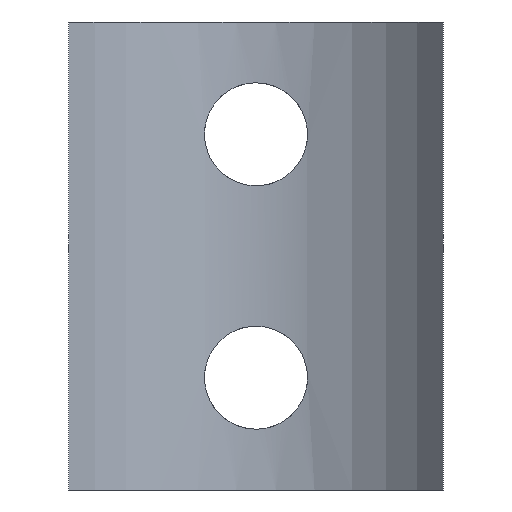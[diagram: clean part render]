
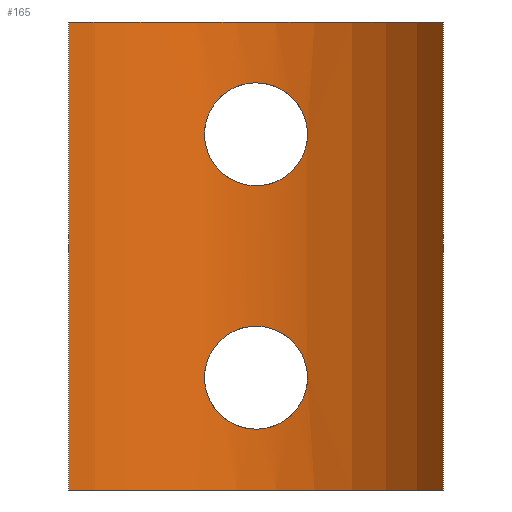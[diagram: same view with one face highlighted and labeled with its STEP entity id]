
A CAD part, front view. The second image highlights one B-rep face of the part: STEP entity #165.
In plain terms, the highlighted cylindrical face has radius 12.5 mm (diameter 25 mm), a partial arc.
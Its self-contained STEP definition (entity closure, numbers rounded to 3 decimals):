
#21=FACE_BOUND('',#42,.T.);
#22=FACE_BOUND('',#43,.T.);
#25=CIRCLE('',#190,12.5);
#26=CIRCLE('',#191,12.5);
#31=FACE_OUTER_BOUND('',#41,.T.);
#41=EDGE_LOOP('',(#137,#138,#139,#140));
#42=EDGE_LOOP('',(#141,#142));
#43=EDGE_LOOP('',(#143,#144));
#53=LINE('',#402,#63);
#54=LINE('',#408,#64);
#63=VECTOR('',#215,10.);
#64=VECTOR('',#222,10.);
#67=B_SPLINE_CURVE_WITH_KNOTS('',3,(#235,#236,#237,#238,#239,#240,#241,
#242,#243,#244,#245,#246,#247,#248,#249,#250,#251,#252),.UNSPECIFIED.,.F.,
 .F.,(4,2,2,2,2,2,2,2,4),(0.,0.104,0.208,0.312,
0.416,0.52,0.624,0.728,0.832),
 .UNSPECIFIED.);
#68=B_SPLINE_CURVE_WITH_KNOTS('',3,(#253,#254,#255,#256,#257,#258,#259,
#260,#261,#262,#263,#264,#265,#266,#267,#268,#269,#270),.UNSPECIFIED.,.F.,
 .F.,(4,2,2,2,2,2,2,2,4),(0.832,0.936,1.04,
1.144,1.247,1.351,1.455,1.559,
1.663),.UNSPECIFIED.);
#71=B_SPLINE_CURVE_WITH_KNOTS('',3,(#313,#314,#315,#316,#317,#318,#319,
#320,#321,#322,#323,#324,#325,#326,#327,#328,#329,#330),.UNSPECIFIED.,.F.,
 .F.,(4,2,2,2,2,2,2,2,4),(0.,0.104,0.208,0.312,
0.416,0.52,0.624,0.728,
0.832),.UNSPECIFIED.);
#72=B_SPLINE_CURVE_WITH_KNOTS('',3,(#331,#332,#333,#334,#335,#336,#337,
#338,#339,#340,#341,#342,#343,#344,#345,#346,#347,#348),.UNSPECIFIED.,.F.,
 .F.,(4,2,2,2,2,2,2,2,4),(0.832,0.936,1.04,
1.144,1.247,1.351,1.455,1.559,
1.663),.UNSPECIFIED.);
#75=VERTEX_POINT('',#233);
#76=VERTEX_POINT('',#234);
#79=VERTEX_POINT('',#311);
#80=VERTEX_POINT('',#312);
#87=VERTEX_POINT('',#398);
#88=VERTEX_POINT('',#400);
#89=VERTEX_POINT('',#404);
#90=VERTEX_POINT('',#406);
#91=EDGE_CURVE('',#75,#76,#67,.T.);
#92=EDGE_CURVE('',#76,#75,#68,.T.);
#96=EDGE_CURVE('',#79,#80,#71,.T.);
#97=EDGE_CURVE('',#80,#79,#72,.T.);
#107=EDGE_CURVE('',#87,#88,#53,.T.);
#108=EDGE_CURVE('',#87,#89,#25,.T.);
#109=EDGE_CURVE('',#90,#88,#26,.T.);
#110=EDGE_CURVE('',#89,#90,#54,.T.);
#137=ORIENTED_EDGE('',*,*,#108,.F.);
#138=ORIENTED_EDGE('',*,*,#107,.T.);
#139=ORIENTED_EDGE('',*,*,#109,.F.);
#140=ORIENTED_EDGE('',*,*,#110,.F.);
#141=ORIENTED_EDGE('',*,*,#91,.T.);
#142=ORIENTED_EDGE('',*,*,#92,.T.);
#143=ORIENTED_EDGE('',*,*,#96,.T.);
#144=ORIENTED_EDGE('',*,*,#97,.T.);
#160=CYLINDRICAL_SURFACE('',#189,12.5);
#165=ADVANCED_FACE('',(#31,#21,#22),#160,.F.);
#189=AXIS2_PLACEMENT_3D('',#403,#216,#217);
#190=AXIS2_PLACEMENT_3D('',#405,#218,#219);
#191=AXIS2_PLACEMENT_3D('',#407,#220,#221);
#215=DIRECTION('',(0.,0.,1.));
#216=DIRECTION('center_axis',(0.,0.,1.));
#217=DIRECTION('ref_axis',(1.,0.,0.));
#218=DIRECTION('center_axis',(0.,0.,1.));
#219=DIRECTION('ref_axis',(1.,0.,0.));
#220=DIRECTION('center_axis',(0.,0.,-1.));
#221=DIRECTION('ref_axis',(1.,0.,0.));
#222=DIRECTION('',(0.,0.,1.));
#233=CARTESIAN_POINT('',(-2.75,-60.256,6.));
#234=CARTESIAN_POINT('',(2.75,-60.256,6.));
#235=CARTESIAN_POINT('Ctrl Pts',(-2.75,-60.256,6.));
#236=CARTESIAN_POINT('Ctrl Pts',(-2.75,-60.256,6.347));
#237=CARTESIAN_POINT('Ctrl Pts',(-2.681,-60.24,6.715));
#238=CARTESIAN_POINT('Ctrl Pts',(-2.4,-60.182,7.393));
#239=CARTESIAN_POINT('Ctrl Pts',(-2.188,-60.141,7.701));
#240=CARTESIAN_POINT('Ctrl Pts',(-1.701,-60.064,8.188));
#241=CARTESIAN_POINT('Ctrl Pts',(-1.393,-60.023,8.4));
#242=CARTESIAN_POINT('Ctrl Pts',(-0.715,-59.966,8.681));
#243=CARTESIAN_POINT('Ctrl Pts',(-0.347,-59.95,8.75));
#244=CARTESIAN_POINT('Ctrl Pts',(0.347,-59.95,8.75));
#245=CARTESIAN_POINT('Ctrl Pts',(0.715,-59.966,8.681));
#246=CARTESIAN_POINT('Ctrl Pts',(1.393,-60.023,8.4));
#247=CARTESIAN_POINT('Ctrl Pts',(1.701,-60.064,8.188));
#248=CARTESIAN_POINT('Ctrl Pts',(2.188,-60.141,7.701));
#249=CARTESIAN_POINT('Ctrl Pts',(2.4,-60.182,7.393));
#250=CARTESIAN_POINT('Ctrl Pts',(2.681,-60.24,6.715));
#251=CARTESIAN_POINT('Ctrl Pts',(2.75,-60.256,6.347));
#252=CARTESIAN_POINT('Ctrl Pts',(2.75,-60.256,6.));
#253=CARTESIAN_POINT('Ctrl Pts',(2.75,-60.256,6.));
#254=CARTESIAN_POINT('Ctrl Pts',(2.75,-60.256,5.653));
#255=CARTESIAN_POINT('Ctrl Pts',(2.681,-60.24,5.285));
#256=CARTESIAN_POINT('Ctrl Pts',(2.4,-60.182,4.607));
#257=CARTESIAN_POINT('Ctrl Pts',(2.188,-60.141,4.299));
#258=CARTESIAN_POINT('Ctrl Pts',(1.701,-60.064,3.812));
#259=CARTESIAN_POINT('Ctrl Pts',(1.393,-60.023,3.6));
#260=CARTESIAN_POINT('Ctrl Pts',(0.715,-59.966,3.319));
#261=CARTESIAN_POINT('Ctrl Pts',(0.347,-59.95,3.25));
#262=CARTESIAN_POINT('Ctrl Pts',(-0.347,-59.95,3.25));
#263=CARTESIAN_POINT('Ctrl Pts',(-0.715,-59.966,3.319));
#264=CARTESIAN_POINT('Ctrl Pts',(-1.393,-60.023,3.6));
#265=CARTESIAN_POINT('Ctrl Pts',(-1.701,-60.064,3.812));
#266=CARTESIAN_POINT('Ctrl Pts',(-2.188,-60.141,4.299));
#267=CARTESIAN_POINT('Ctrl Pts',(-2.4,-60.182,4.607));
#268=CARTESIAN_POINT('Ctrl Pts',(-2.681,-60.24,5.285));
#269=CARTESIAN_POINT('Ctrl Pts',(-2.75,-60.256,5.653));
#270=CARTESIAN_POINT('Ctrl Pts',(-2.75,-60.256,6.));
#311=CARTESIAN_POINT('',(-2.75,-60.256,19.));
#312=CARTESIAN_POINT('',(2.75,-60.256,19.));
#313=CARTESIAN_POINT('Ctrl Pts',(-2.75,-60.256,19.));
#314=CARTESIAN_POINT('Ctrl Pts',(-2.75,-60.256,19.347));
#315=CARTESIAN_POINT('Ctrl Pts',(-2.681,-60.24,19.715));
#316=CARTESIAN_POINT('Ctrl Pts',(-2.4,-60.182,20.393));
#317=CARTESIAN_POINT('Ctrl Pts',(-2.188,-60.141,20.701));
#318=CARTESIAN_POINT('Ctrl Pts',(-1.701,-60.064,21.188));
#319=CARTESIAN_POINT('Ctrl Pts',(-1.393,-60.023,21.4));
#320=CARTESIAN_POINT('Ctrl Pts',(-0.715,-59.966,21.681));
#321=CARTESIAN_POINT('Ctrl Pts',(-0.347,-59.95,21.75));
#322=CARTESIAN_POINT('Ctrl Pts',(0.347,-59.95,21.75));
#323=CARTESIAN_POINT('Ctrl Pts',(0.715,-59.966,21.681));
#324=CARTESIAN_POINT('Ctrl Pts',(1.393,-60.023,21.4));
#325=CARTESIAN_POINT('Ctrl Pts',(1.701,-60.064,21.188));
#326=CARTESIAN_POINT('Ctrl Pts',(2.188,-60.141,20.701));
#327=CARTESIAN_POINT('Ctrl Pts',(2.4,-60.182,20.393));
#328=CARTESIAN_POINT('Ctrl Pts',(2.681,-60.24,19.715));
#329=CARTESIAN_POINT('Ctrl Pts',(2.75,-60.256,19.347));
#330=CARTESIAN_POINT('Ctrl Pts',(2.75,-60.256,19.));
#331=CARTESIAN_POINT('Ctrl Pts',(2.75,-60.256,19.));
#332=CARTESIAN_POINT('Ctrl Pts',(2.75,-60.256,18.653));
#333=CARTESIAN_POINT('Ctrl Pts',(2.681,-60.24,18.285));
#334=CARTESIAN_POINT('Ctrl Pts',(2.4,-60.182,17.607));
#335=CARTESIAN_POINT('Ctrl Pts',(2.188,-60.141,17.299));
#336=CARTESIAN_POINT('Ctrl Pts',(1.701,-60.064,16.812));
#337=CARTESIAN_POINT('Ctrl Pts',(1.393,-60.023,16.6));
#338=CARTESIAN_POINT('Ctrl Pts',(0.715,-59.966,16.319));
#339=CARTESIAN_POINT('Ctrl Pts',(0.347,-59.95,16.25));
#340=CARTESIAN_POINT('Ctrl Pts',(-0.347,-59.95,16.25));
#341=CARTESIAN_POINT('Ctrl Pts',(-0.715,-59.966,16.319));
#342=CARTESIAN_POINT('Ctrl Pts',(-1.393,-60.023,16.6));
#343=CARTESIAN_POINT('Ctrl Pts',(-1.701,-60.064,16.812));
#344=CARTESIAN_POINT('Ctrl Pts',(-2.188,-60.141,17.299));
#345=CARTESIAN_POINT('Ctrl Pts',(-2.4,-60.182,17.607));
#346=CARTESIAN_POINT('Ctrl Pts',(-2.681,-60.24,18.285));
#347=CARTESIAN_POINT('Ctrl Pts',(-2.75,-60.256,18.653));
#348=CARTESIAN_POINT('Ctrl Pts',(-2.75,-60.256,19.));
#398=CARTESIAN_POINT('',(10.,-64.95,0.));
#400=CARTESIAN_POINT('',(10.,-64.95,25.));
#402=CARTESIAN_POINT('',(10.,-64.95,0.));
#403=CARTESIAN_POINT('Origin',(0.,-72.45,0.));
#404=CARTESIAN_POINT('',(-10.,-64.95,0.));
#405=CARTESIAN_POINT('Origin',(0.,-72.45,0.));
#406=CARTESIAN_POINT('',(-10.,-64.95,25.));
#407=CARTESIAN_POINT('Origin',(0.,-72.45,25.));
#408=CARTESIAN_POINT('',(-10.,-64.95,0.));
